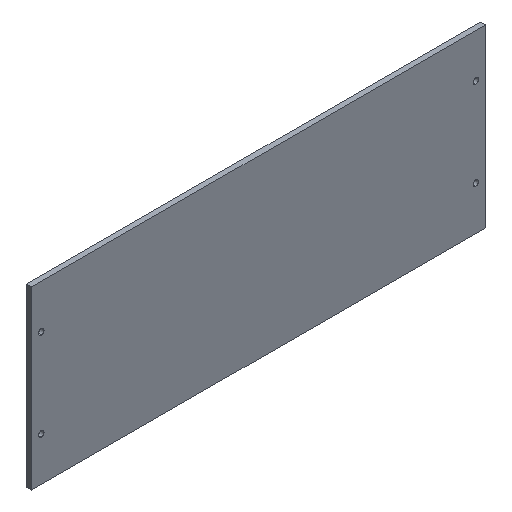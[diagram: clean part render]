
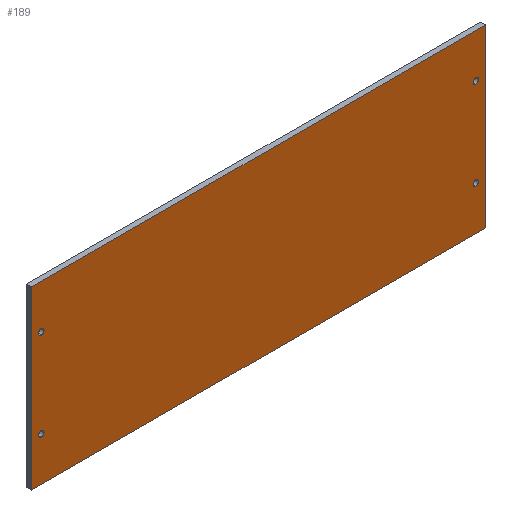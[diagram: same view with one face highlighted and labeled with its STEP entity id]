
A CAD part, isometric view. The second image highlights one B-rep face of the part: STEP entity #189.
In plain terms, the highlighted planar face has unit normal (0, -1, 0).
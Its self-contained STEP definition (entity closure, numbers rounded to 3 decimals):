
#3 = AXIS2_PLACEMENT_3D ( 'NONE', #414, #496, #326 ) ;
#8 = EDGE_CURVE ( 'NONE', #318, #512, #298, .T. ) ;
#9 = VERTEX_POINT ( 'NONE', #228 ) ;
#11 = ORIENTED_EDGE ( 'NONE', *, *, #8, .F. ) ;
#28 = CARTESIAN_POINT ( 'NONE',  ( 0., 0., 0. ) ) ;
#30 = ORIENTED_EDGE ( 'NONE', *, *, #31, .T. ) ;
#31 = EDGE_CURVE ( 'NONE', #163, #204, #161, .T. ) ;
#37 = FACE_OUTER_BOUND ( 'NONE', #377, .T. ) ;
#39 = VECTOR ( 'NONE', #508, 1000. ) ;
#47 = CARTESIAN_POINT ( 'NONE',  ( -89.8, 0., 34.8 ) ) ;
#56 = DIRECTION ( 'NONE',  ( 1., 0., 0. ) ) ;
#60 = CARTESIAN_POINT ( 'NONE',  ( -89.8, 0., 34.8 ) ) ;
#61 = EDGE_LOOP ( 'NONE', ( #490, #30 ) ) ;
#63 = CARTESIAN_POINT ( 'NONE',  ( 86., 0., 16.4 ) ) ;
#65 = CIRCLE ( 'NONE', #485, 1.1 ) ;
#66 = FACE_BOUND ( 'NONE', #61, .T. ) ;
#67 = CARTESIAN_POINT ( 'NONE',  ( -89.8, 0., 34.8 ) ) ;
#68 = FACE_BOUND ( 'NONE', #403, .T. ) ;
#78 = CARTESIAN_POINT ( 'NONE',  ( 89.8, 0., 34.8 ) ) ;
#79 = VERTEX_POINT ( 'NONE', #498 ) ;
#82 = VECTOR ( 'NONE', #232, 1000. ) ;
#93 = ORIENTED_EDGE ( 'NONE', *, *, #247, .T. ) ;
#108 = CIRCLE ( 'NONE', #502, 1.1 ) ;
#109 = CARTESIAN_POINT ( 'NONE',  ( -86., 0., 17.5 ) ) ;
#110 = PLANE ( 'NONE',  #301 ) ;
#113 = DIRECTION ( 'NONE',  ( 0., 1., 0. ) ) ;
#122 = EDGE_CURVE ( 'NONE', #292, #456, #255, .T. ) ;
#123 = FACE_BOUND ( 'NONE', #172, .T. ) ;
#126 = EDGE_CURVE ( 'NONE', #204, #163, #65, .T. ) ;
#134 = CARTESIAN_POINT ( 'NONE',  ( 86., 0., -18.6 ) ) ;
#140 = ORIENTED_EDGE ( 'NONE', *, *, #518, .F. ) ;
#141 = AXIS2_PLACEMENT_3D ( 'NONE', #193, #151, #474 ) ;
#143 = DIRECTION ( 'NONE',  ( 0., 1., 0. ) ) ;
#151 = DIRECTION ( 'NONE',  ( 0., 1., 0. ) ) ;
#154 = CARTESIAN_POINT ( 'NONE',  ( 86., 0., -17.5 ) ) ;
#156 = DIRECTION ( 'NONE',  ( 0., -1., 0. ) ) ;
#158 = FACE_BOUND ( 'NONE', #213, .T. ) ;
#159 = AXIS2_PLACEMENT_3D ( 'NONE', #452, #251, #287 ) ;
#161 = CIRCLE ( 'NONE', #505, 1.1 ) ;
#163 = VERTEX_POINT ( 'NONE', #391 ) ;
#172 = EDGE_LOOP ( 'NONE', ( #209, #380 ) ) ;
#186 = ORIENTED_EDGE ( 'NONE', *, *, #392, .T. ) ;
#189 = ADVANCED_FACE ( 'NONE', ( #68, #158, #37, #66, #123 ), #110, .T. ) ;
#191 = DIRECTION ( 'NONE',  ( 0., 0., -1. ) ) ;
#193 = CARTESIAN_POINT ( 'NONE',  ( -86., 0., -17.5 ) ) ;
#204 = VERTEX_POINT ( 'NONE', #363 ) ;
#205 = DIRECTION ( 'NONE',  ( 0., 0., -1. ) ) ;
#209 = ORIENTED_EDGE ( 'NONE', *, *, #122, .T. ) ;
#213 = EDGE_LOOP ( 'NONE', ( #93, #337 ) ) ;
#219 = DIRECTION ( 'NONE',  ( 0., 0., -1. ) ) ;
#222 = AXIS2_PLACEMENT_3D ( 'NONE', #154, #113, #352 ) ;
#223 = EDGE_CURVE ( 'NONE', #494, #506, #458, .T. ) ;
#228 = CARTESIAN_POINT ( 'NONE',  ( -86., 0., -16.4 ) ) ;
#232 = DIRECTION ( 'NONE',  ( 0., 0., 1. ) ) ;
#234 = DIRECTION ( 'NONE',  ( 0., 1., 0. ) ) ;
#247 = EDGE_CURVE ( 'NONE', #79, #9, #448, .T. ) ;
#251 = DIRECTION ( 'NONE',  ( 0., 1., 0. ) ) ;
#253 = ORIENTED_EDGE ( 'NONE', *, *, #223, .T. ) ;
#255 = CIRCLE ( 'NONE', #222, 1.1 ) ;
#259 = EDGE_CURVE ( 'NONE', #512, #373, #432, .T. ) ;
#287 = DIRECTION ( 'NONE',  ( 0., 0., 1. ) ) ;
#292 = VERTEX_POINT ( 'NONE', #134 ) ;
#298 = LINE ( 'NONE', #472, #309 ) ;
#299 = VECTOR ( 'NONE', #56, 1000. ) ;
#301 = AXIS2_PLACEMENT_3D ( 'NONE', #28, #156, #191 ) ;
#302 = DIRECTION ( 'NONE',  ( -1., 0., 0. ) ) ;
#303 = CARTESIAN_POINT ( 'NONE',  ( 89.8, 0., 34.8 ) ) ;
#308 = DIRECTION ( 'NONE',  ( 0., 0., -1. ) ) ;
#309 = VECTOR ( 'NONE', #302, 1000. ) ;
#311 = DIRECTION ( 'NONE',  ( 0., 0., 1. ) ) ;
#316 = DIRECTION ( 'NONE',  ( 0., 1., 0. ) ) ;
#318 = VERTEX_POINT ( 'NONE', #376 ) ;
#323 = CARTESIAN_POINT ( 'NONE',  ( -86., 0., 17.5 ) ) ;
#326 = DIRECTION ( 'NONE',  ( 0., 0., 1. ) ) ;
#337 = ORIENTED_EDGE ( 'NONE', *, *, #348, .T. ) ;
#338 = CARTESIAN_POINT ( 'NONE',  ( 86., 0., -17.5 ) ) ;
#339 = CIRCLE ( 'NONE', #3, 1.1 ) ;
#348 = EDGE_CURVE ( 'NONE', #9, #79, #424, .T. ) ;
#352 = DIRECTION ( 'NONE',  ( 0., 0., -1. ) ) ;
#363 = CARTESIAN_POINT ( 'NONE',  ( -86., 0., 16.4 ) ) ;
#373 = VERTEX_POINT ( 'NONE', #47 ) ;
#376 = CARTESIAN_POINT ( 'NONE',  ( 89.8, 0., -34.8 ) ) ;
#377 = EDGE_LOOP ( 'NONE', ( #140, #504, #488, #11 ) ) ;
#380 = ORIENTED_EDGE ( 'NONE', *, *, #406, .T. ) ;
#381 = CARTESIAN_POINT ( 'NONE',  ( 86., 0., -16.4 ) ) ;
#389 = CARTESIAN_POINT ( 'NONE',  ( 86., 0., 17.5 ) ) ;
#391 = CARTESIAN_POINT ( 'NONE',  ( -86., 0., 18.6 ) ) ;
#392 = EDGE_CURVE ( 'NONE', #506, #494, #339, .T. ) ;
#403 = EDGE_LOOP ( 'NONE', ( #253, #186 ) ) ;
#404 = AXIS2_PLACEMENT_3D ( 'NONE', #389, #234, #311 ) ;
#406 = EDGE_CURVE ( 'NONE', #456, #292, #108, .T. ) ;
#414 = CARTESIAN_POINT ( 'NONE',  ( 86., 0., 17.5 ) ) ;
#422 = VERTEX_POINT ( 'NONE', #78 ) ;
#423 = CARTESIAN_POINT ( 'NONE',  ( 86., 0., 18.6 ) ) ;
#424 = CIRCLE ( 'NONE', #159, 1.1 ) ;
#432 = LINE ( 'NONE', #67, #82 ) ;
#446 = EDGE_CURVE ( 'NONE', #373, #422, #489, .T. ) ;
#448 = CIRCLE ( 'NONE', #141, 1.1 ) ;
#452 = CARTESIAN_POINT ( 'NONE',  ( -86., 0., -17.5 ) ) ;
#456 = VERTEX_POINT ( 'NONE', #381 ) ;
#458 = CIRCLE ( 'NONE', #404, 1.1 ) ;
#467 = CARTESIAN_POINT ( 'NONE',  ( -89.8, 0., -34.8 ) ) ;
#472 = CARTESIAN_POINT ( 'NONE',  ( -89.8, 0., -34.8 ) ) ;
#474 = DIRECTION ( 'NONE',  ( 0., 0., 1. ) ) ;
#485 = AXIS2_PLACEMENT_3D ( 'NONE', #323, #316, #308 ) ;
#488 = ORIENTED_EDGE ( 'NONE', *, *, #259, .F. ) ;
#489 = LINE ( 'NONE', #60, #299 ) ;
#490 = ORIENTED_EDGE ( 'NONE', *, *, #126, .T. ) ;
#494 = VERTEX_POINT ( 'NONE', #63 ) ;
#496 = DIRECTION ( 'NONE',  ( 0., 1., 0. ) ) ;
#498 = CARTESIAN_POINT ( 'NONE',  ( -86., 0., -18.6 ) ) ;
#502 = AXIS2_PLACEMENT_3D ( 'NONE', #338, #503, #205 ) ;
#503 = DIRECTION ( 'NONE',  ( 0., 1., 0. ) ) ;
#504 = ORIENTED_EDGE ( 'NONE', *, *, #446, .F. ) ;
#505 = AXIS2_PLACEMENT_3D ( 'NONE', #109, #143, #219 ) ;
#506 = VERTEX_POINT ( 'NONE', #423 ) ;
#508 = DIRECTION ( 'NONE',  ( 0., 0., -1. ) ) ;
#512 = VERTEX_POINT ( 'NONE', #467 ) ;
#514 = LINE ( 'NONE', #303, #39 ) ;
#518 = EDGE_CURVE ( 'NONE', #422, #318, #514, .T. ) ;
